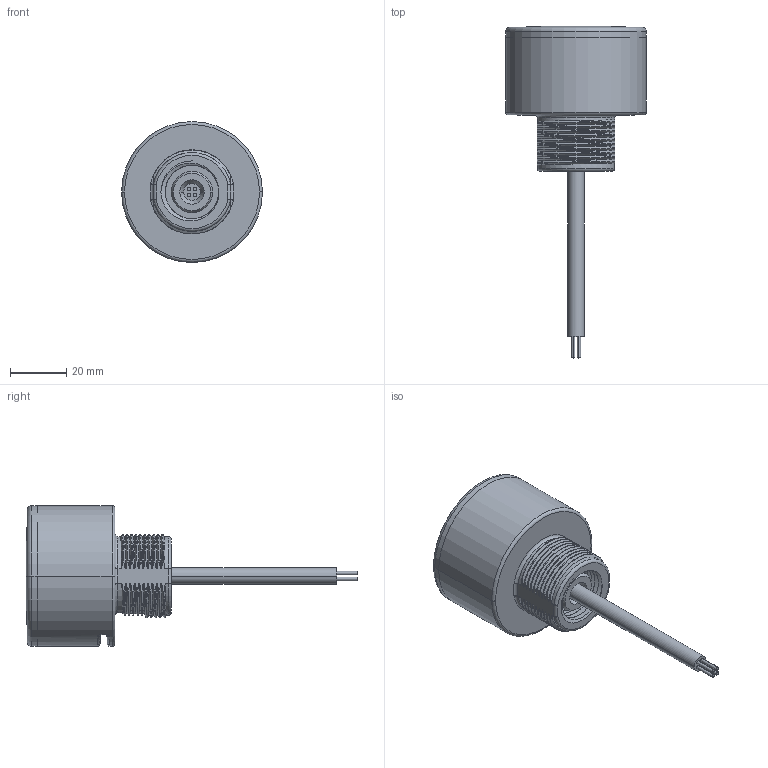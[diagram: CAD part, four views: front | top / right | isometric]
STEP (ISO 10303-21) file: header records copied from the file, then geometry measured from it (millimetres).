
FILE_DESCRIPTION((''),'2;1');
FILE_NAME('225364_ASM','2022-03-11T11:33:59',('PDMAdmin'),('BANNER ENGINEERING'),'CREO PARAMETRIC BY PTC INC, 2019292','CREO PARAMETRIC BY PTC INC, 2019292','');
FILE_SCHEMA(('CONFIG_CONTROL_DESIGN'));
Length unit declared in the file: millimetre
Products named in the file (2): 225364_EP01; 225364_ASM
Assembly tree (1 placements, depth 2):
  225364_ASM
    225364_EP01
Bounding box: 50 x 117.96 x 50 mm (x, y, z)
Volume: 73144.4 mm3; surface area: 14210.8 mm2
Topology: 1 solids, 1 shells, 224 faces, 575 edges, 363 vertices
Faces by surface type: bspline 100, cylinder 77, plane 19, torus 17, cone 7, sphere 4
Entity records: 17059 total; most frequent: CARTESIAN_POINT 12332, ORIENTED_EDGE 1146, DIRECTION 676, EDGE_CURVE 573, VERTEX_POINT 363, B_SPLINE_CURVE_WITH_KNOTS 272, AXIS2_PLACEMENT_3D 248, EDGE_LOOP 236
